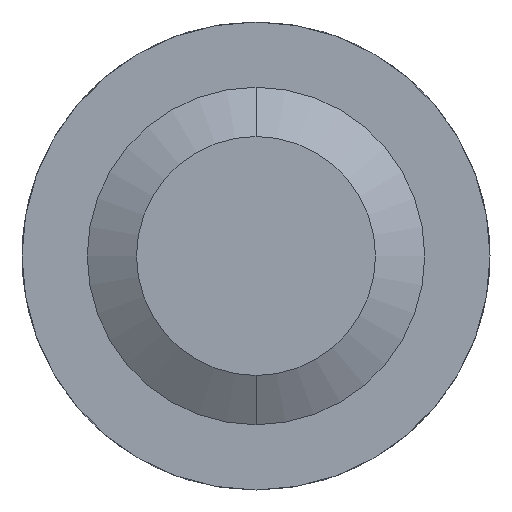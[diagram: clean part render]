
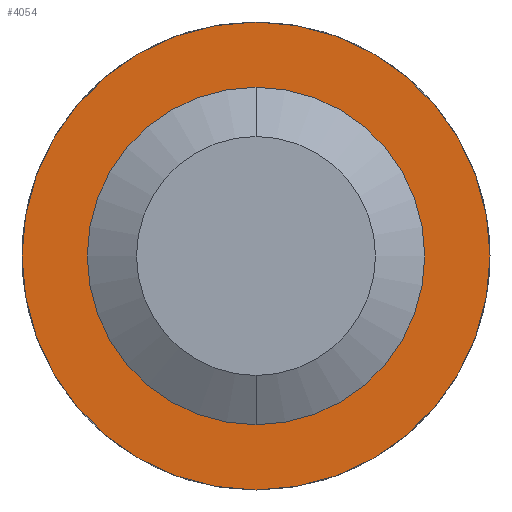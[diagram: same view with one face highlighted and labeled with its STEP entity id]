
A CAD part, front view. The second image highlights one B-rep face of the part: STEP entity #4054.
In plain terms, the highlighted planar face has unit normal (0, -1, 0).
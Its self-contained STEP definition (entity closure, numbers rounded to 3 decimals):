
#72 = ORIENTED_EDGE ( 'NONE', *, *, #2188, .F. ) ;
#139 = AXIS2_PLACEMENT_3D ( 'NONE', #3742, #3035, #269 ) ;
#262 = VERTEX_POINT ( 'NONE', #3183 ) ;
#269 = DIRECTION ( 'NONE',  ( 0., 0., 1. ) ) ;
#289 = CIRCLE ( 'NONE', #381, 0.95 ) ;
#325 = DIRECTION ( 'NONE',  ( 0., 1., 0. ) ) ;
#326 = VERTEX_POINT ( 'NONE', #3639 ) ;
#381 = AXIS2_PLACEMENT_3D ( 'NONE', #1393, #2424, #685 ) ;
#404 = EDGE_LOOP ( 'NONE', ( #72, #3193 ) ) ;
#553 = DIRECTION ( 'NONE',  ( 0., 1., 0. ) ) ;
#671 = DIRECTION ( 'NONE',  ( 0., 0., 1. ) ) ;
#685 = DIRECTION ( 'NONE',  ( 0., 0., 1. ) ) ;
#746 = VERTEX_POINT ( 'NONE', #2017 ) ;
#1393 = CARTESIAN_POINT ( 'NONE',  ( 0., -2.5, 0. ) ) ;
#1564 = CARTESIAN_POINT ( 'NONE',  ( 0., -2.5, 0. ) ) ;
#1596 = EDGE_CURVE ( 'Defeature ausgef�hrt1_4+Defeature ausgef�hrt1_5+Defeature ausgef�hrt1_5+Defeature ausgef�hrt1_5', #326, #746, #3232, .T. ) ;
#1903 = DIRECTION ( 'NONE',  ( 0., 0., 1. ) ) ;
#1962 = PLANE ( 'NONE',  #2900 ) ;
#2017 = CARTESIAN_POINT ( 'NONE',  ( 0., -2.5, 0.95 ) ) ;
#2113 = FACE_OUTER_BOUND ( 'NONE', #404, .T. ) ;
#2188 = EDGE_CURVE ( 'Defeature ausgef�hrt1_4+Defeature ausgef�hrt1_5+Defeature ausgef�hrt1_5+Defeature ausgef�hrt1_5', #746, #326, #289, .T. ) ;
#2252 = ORIENTED_EDGE ( 'NONE', *, *, #2708, .T. ) ;
#2378 = CARTESIAN_POINT ( 'NONE',  ( 0.95, -2.5, 0. ) ) ;
#2424 = DIRECTION ( 'NONE',  ( 0., 1., 0. ) ) ;
#2629 = DIRECTION ( 'NONE',  ( 0., 0., 1. ) ) ;
#2708 = EDGE_CURVE ( 'Defeature ausgef�hrt1_5+Defeature ausgef�hrt1_6+Defeature ausgef�hrt1_6+Defeature ausgef�hrt1_6', #262, #3850, #2938, .T. ) ;
#2838 = EDGE_CURVE ( 'Defeature ausgef�hrt1_5+Defeature ausgef�hrt1_6+Defeature ausgef�hrt1_6+Defeature ausgef�hrt1_6', #3850, #262, #4191, .T. ) ;
#2900 = AXIS2_PLACEMENT_3D ( 'NONE', #2378, #325, #671 ) ;
#2938 = CIRCLE ( 'NONE', #4365, 0.685 ) ;
#3035 = DIRECTION ( 'NONE',  ( 0., 1., 0. ) ) ;
#3104 = FACE_BOUND ( 'NONE', #3438, .T. ) ;
#3183 = CARTESIAN_POINT ( 'NONE',  ( 0., -2.5, -0.685 ) ) ;
#3193 = ORIENTED_EDGE ( 'NONE', *, *, #1596, .F. ) ;
#3232 = CIRCLE ( 'NONE', #139, 0.95 ) ;
#3305 = ORIENTED_EDGE ( 'NONE', *, *, #2838, .T. ) ;
#3438 = EDGE_LOOP ( 'NONE', ( #3305, #2252 ) ) ;
#3607 = AXIS2_PLACEMENT_3D ( 'NONE', #1564, #3982, #1903 ) ;
#3639 = CARTESIAN_POINT ( 'NONE',  ( 0., -2.5, -0.95 ) ) ;
#3742 = CARTESIAN_POINT ( 'NONE',  ( 0., -2.5, 0. ) ) ;
#3850 = VERTEX_POINT ( 'NONE', #3853 ) ;
#3853 = CARTESIAN_POINT ( 'NONE',  ( 0., -2.5, 0.685 ) ) ;
#3982 = DIRECTION ( 'NONE',  ( 0., 1., 0. ) ) ;
#4001 = CARTESIAN_POINT ( 'NONE',  ( 0., -2.5, 0. ) ) ;
#4054 = ADVANCED_FACE ( 'Defeature ausgef�hrt1_5', ( #2113, #3104 ), #1962, .F. ) ;
#4191 = CIRCLE ( 'NONE', #3607, 0.685 ) ;
#4365 = AXIS2_PLACEMENT_3D ( 'NONE', #4001, #553, #2629 ) ;
